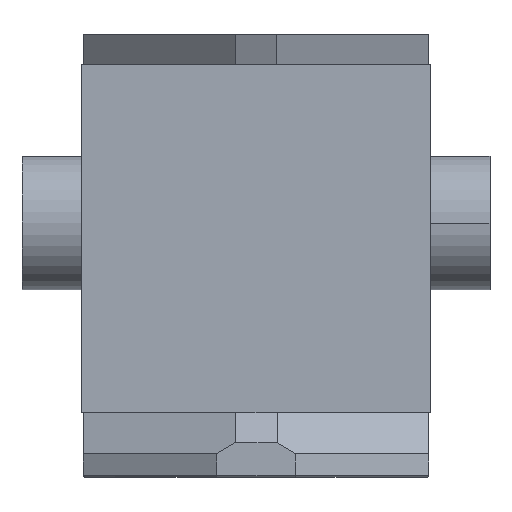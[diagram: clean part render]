
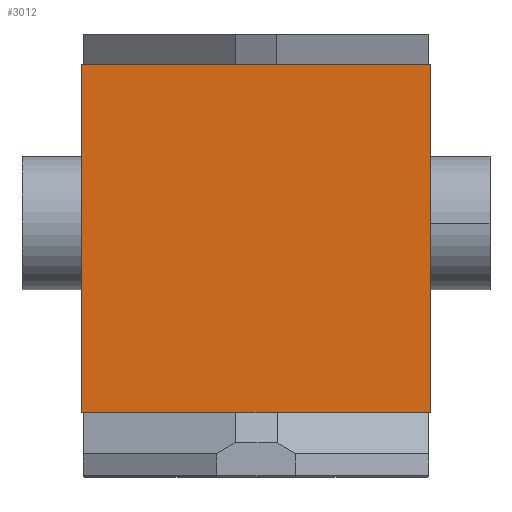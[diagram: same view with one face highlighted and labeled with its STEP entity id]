
A CAD part, left-side view. The second image highlights one B-rep face of the part: STEP entity #3012.
In plain terms, the highlighted planar face has unit normal (-1, 0, 0).
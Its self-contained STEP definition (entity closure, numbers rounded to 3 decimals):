
#60 = EDGE_LOOP ( 'NONE', ( #1877, #506, #1633, #2645 ) ) ;
#177 = VERTEX_POINT ( 'NONE', #3587 ) ;
#378 = DIRECTION ( 'NONE',  ( 0., 0., 1. ) ) ;
#506 = ORIENTED_EDGE ( 'NONE', *, *, #1353, .F. ) ;
#562 = CARTESIAN_POINT ( 'NONE',  ( 0., 20.9, 0. ) ) ;
#585 = LINE ( 'NONE', #3066, #3671 ) ;
#625 = FACE_OUTER_BOUND ( 'NONE', #60, .T. ) ;
#633 = VECTOR ( 'NONE', #3100, 1000. ) ;
#682 = VECTOR ( 'NONE', #378, 1000. ) ;
#760 = PLANE ( 'NONE',  #3804 ) ;
#993 = LINE ( 'NONE', #2033, #682 ) ;
#1087 = CARTESIAN_POINT ( 'NONE',  ( 0., 0., 20.9 ) ) ;
#1145 = CARTESIAN_POINT ( 'NONE',  ( 0., 0., 41.8 ) ) ;
#1353 = EDGE_CURVE ( 'NONE', #2287, #2602, #993, .T. ) ;
#1516 = CARTESIAN_POINT ( 'NONE',  ( 0., -20.9, 20.9 ) ) ;
#1530 = EDGE_CURVE ( 'NONE', #2602, #177, #3560, .T. ) ;
#1573 = EDGE_CURVE ( 'NONE', #177, #1748, #3261, .T. ) ;
#1633 = ORIENTED_EDGE ( 'NONE', *, *, #2056, .T. ) ;
#1748 = VERTEX_POINT ( 'NONE', #1914 ) ;
#1877 = ORIENTED_EDGE ( 'NONE', *, *, #1530, .F. ) ;
#1914 = CARTESIAN_POINT ( 'NONE',  ( 0., -20.9, 0. ) ) ;
#2033 = CARTESIAN_POINT ( 'NONE',  ( 0., 20.9, 20.9 ) ) ;
#2056 = EDGE_CURVE ( 'NONE', #2287, #1748, #585, .T. ) ;
#2287 = VERTEX_POINT ( 'NONE', #562 ) ;
#2395 = DIRECTION ( 'NONE',  ( 1., 0., 0. ) ) ;
#2401 = DIRECTION ( 'NONE',  ( 0., -1., 0. ) ) ;
#2469 = DIRECTION ( 'NONE',  ( 0., 0., -1. ) ) ;
#2602 = VERTEX_POINT ( 'NONE', #3599 ) ;
#2645 = ORIENTED_EDGE ( 'NONE', *, *, #1573, .F. ) ;
#2714 = DIRECTION ( 'NONE',  ( 0., -1., 0. ) ) ;
#3012 = ADVANCED_FACE ( 'NONE', ( #625 ), #760, .F. ) ;
#3025 = VECTOR ( 'NONE', #2469, 1000. ) ;
#3066 = CARTESIAN_POINT ( 'NONE',  ( 0., 22.404, 0. ) ) ;
#3100 = DIRECTION ( 'NONE',  ( 0., -1., 0. ) ) ;
#3261 = LINE ( 'NONE', #1516, #3025 ) ;
#3560 = LINE ( 'NONE', #1145, #633 ) ;
#3587 = CARTESIAN_POINT ( 'NONE',  ( 0., -20.9, 41.8 ) ) ;
#3599 = CARTESIAN_POINT ( 'NONE',  ( 0., 20.9, 41.8 ) ) ;
#3671 = VECTOR ( 'NONE', #2401, 1000. ) ;
#3804 = AXIS2_PLACEMENT_3D ( 'NONE', #1087, #2395, #2714 ) ;
